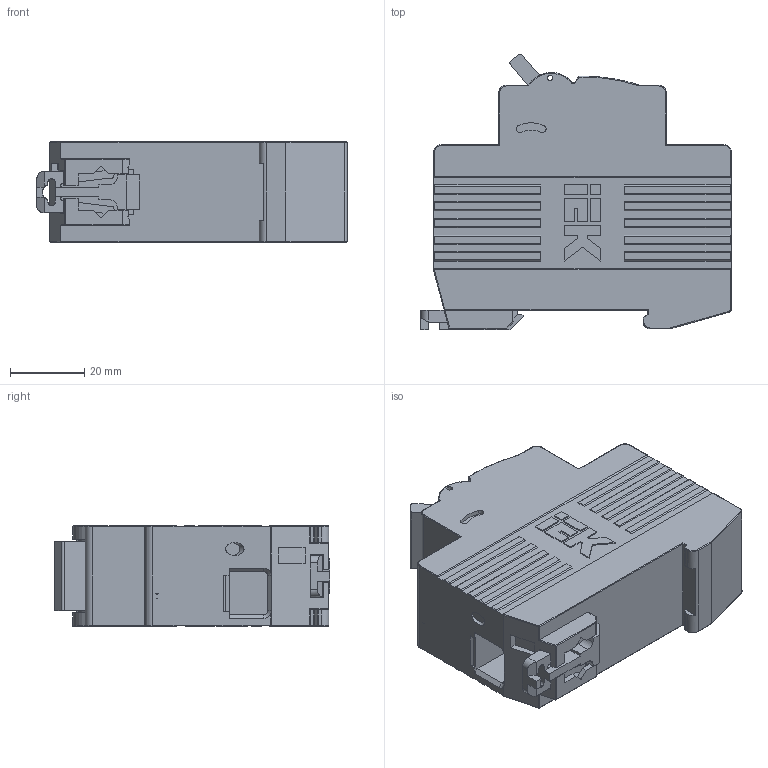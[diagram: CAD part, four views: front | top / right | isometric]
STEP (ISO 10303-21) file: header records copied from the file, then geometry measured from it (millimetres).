
FILE_DESCRIPTION (( 'STEP AP214' ), '1' );
FILE_NAME ('01.01.04.01 ÂÀ 47-100 õ-êà Ñ.STEP', '2017-03-09T13:49:00', ( '' ), ( '' ), 'SwSTEP 2.0', 'SolidWorks 2014', '' );
FILE_SCHEMA (( 'AUTOMOTIVE_DESIGN' ));
Length unit declared in the file: millimetre
Products named in the file (1): 01.01.04.01 ÂÀ 47-100 õ-êà Ñ
Bounding box: 83.5 x 74.21 x 27 mm (x, y, z)
Volume: 115658.4 mm3; surface area: 20956.5 mm2
Topology: 1 solids, 11 shells, 627 faces, 1654 edges, 1068 vertices
Faces by surface type: plane 403, cylinder 164, bspline 23, sphere 14, torus 12, cone 11
Full cylindrical faces by diameter (mm): 1 x4, 1.06 x4, 1.1 x2, 1.5 x2, 2 x1, 3.5 x1, 7 x2
Entity records: 19379 total; most frequent: CARTESIAN_POINT 4278, ORIENTED_EDGE 3198, DIRECTION 2977, EDGE_CURVE 1599, VECTOR 1193, LINE 1193, VERTEX_POINT 1051, AXIS2_PLACEMENT_3D 892
